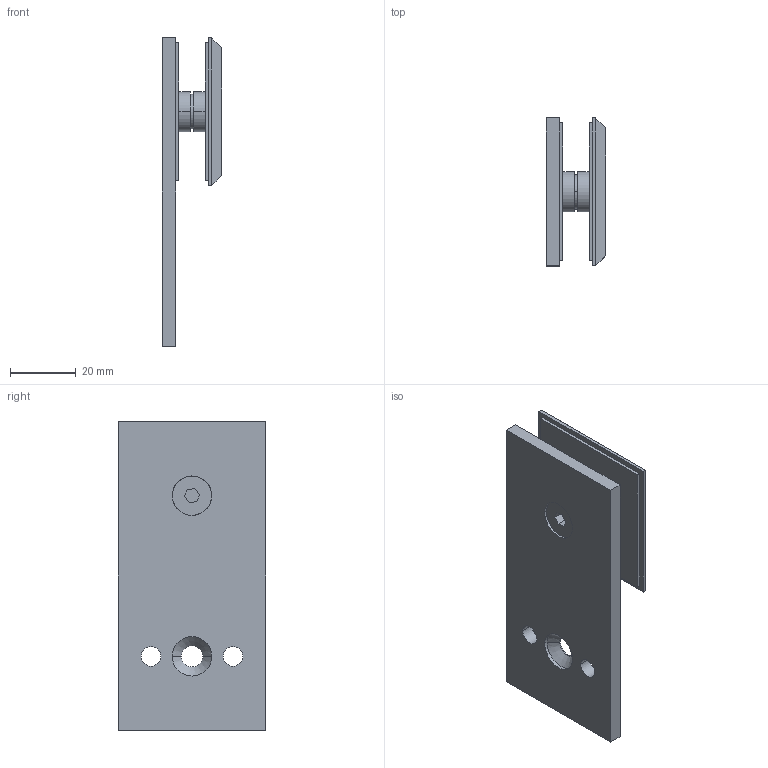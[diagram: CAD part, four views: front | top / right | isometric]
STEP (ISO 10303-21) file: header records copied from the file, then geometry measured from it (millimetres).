
FILE_DESCRIPTION (( 'STEP AP203' ), '1' );
FILE_NAME ('GS-ZN_ZP-909_S.STEP', '2019-04-05T11:27:43', ( '' ), ( '' ), 'SwSTEP 2.0', 'SolidWorks 2018', '' );
FILE_SCHEMA (( 'CONFIG_CONTROL_DESIGN' ));
Length unit declared in the file: millimetre
Products named in the file (5): Plastic 909; M6x12_DIN 7991 909; GS-ZN-ZP-909-S P2; GS-ZN_ZP-909_S; GS-ZN-ZP-909-S P1
Assembly tree (5 placements, depth 2):
  GS-ZN_ZP-909_S
    GS-ZN-ZP-909-S P2
    Plastic 909  x2
    GS-ZN-ZP-909-S P1
    M6x12_DIN 7991 909
Bounding box: 18 x 45 x 94 mm (x, y, z)
Volume: 28032.1 mm3; surface area: 22725.2 mm2
Topology: 5 solids, 5 shells, 107 faces, 253 edges, 161 vertices
Faces by surface type: cylinder 49, plane 43, cone 11, torus 2, bspline 2
Entity records: 5232 total; most frequent: CARTESIAN_POINT 2538, ORIENTED_EDGE 458, DIRECTION 442, EDGE_CURVE 229, AXIS2_PLACEMENT_3D 161, VERTEX_POINT 145, VECTOR 120, LINE 120
